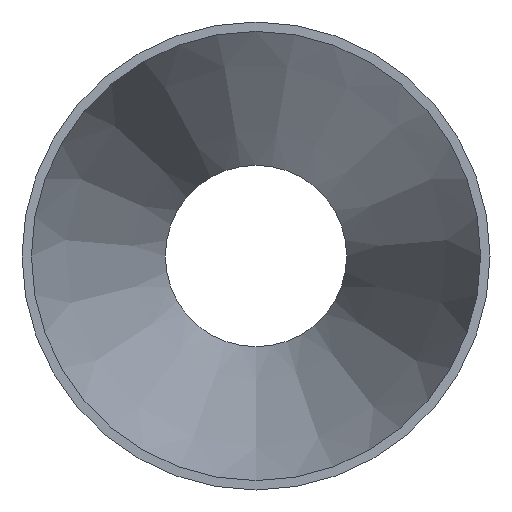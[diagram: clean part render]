
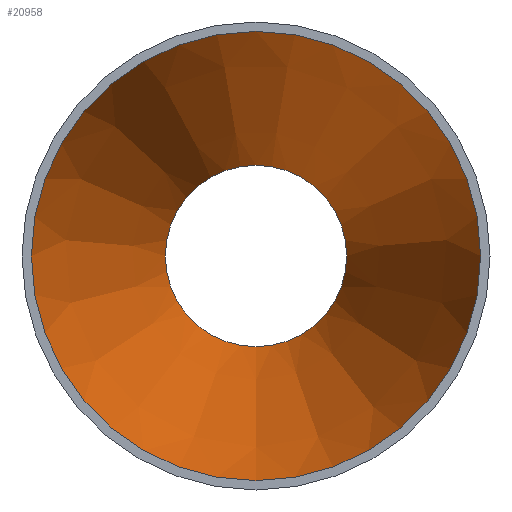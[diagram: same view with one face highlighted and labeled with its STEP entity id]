
A CAD part, front view. The second image highlights one B-rep face of the part: STEP entity #20958.
In plain terms, the highlighted conical face has half-angle 16.568 degrees and reference radius 49.913 mm.
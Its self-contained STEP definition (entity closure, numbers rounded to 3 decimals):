
#246 = AXIS2_PLACEMENT_3D ( 'NONE', #6267, #1051, #11236 ) ;
#836 = DIRECTION ( 'NONE',  ( 0., -1., 0. ) ) ;
#1051 = DIRECTION ( 'NONE',  ( 0., -1., 0. ) ) ;
#1293 = ORIENTED_EDGE ( 'NONE', *, *, #14750, .T. ) ;
#2280 = EDGE_CURVE ( 'NONE', #18340, #18340, #17206, .T. ) ;
#2990 = VERTEX_POINT ( 'NONE', #20055 ) ;
#6267 = CARTESIAN_POINT ( 'NONE',  ( 0., 0., 0. ) ) ;
#6467 = CARTESIAN_POINT ( 'NONE',  ( 0., 0., 0. ) ) ;
#6586 = DIRECTION ( 'NONE',  ( 0., -1., 0. ) ) ;
#7547 = EDGE_LOOP ( 'NONE', ( #18179 ) ) ;
#7901 = DIRECTION ( 'NONE',  ( 0., 0., -1. ) ) ;
#10153 = AXIS2_PLACEMENT_3D ( 'NONE', #18234, #836, #7901 ) ;
#10237 = CONICAL_SURFACE ( 'NONE', #246, 49.913, 0.289 ) ;
#11236 = DIRECTION ( 'NONE',  ( 0., 0., -1. ) ) ;
#12790 = AXIS2_PLACEMENT_3D ( 'NONE', #6467, #6586, #20819 ) ;
#14722 = FACE_BOUND ( 'NONE', #7547, .T. ) ;
#14750 = EDGE_CURVE ( 'NONE', #2990, #2990, #17966, .T. ) ;
#17206 = CIRCLE ( 'NONE', #10153, 20.163 ) ;
#17503 = EDGE_LOOP ( 'NONE', ( #1293 ) ) ;
#17966 = CIRCLE ( 'NONE', #12790, 49.913 ) ;
#18179 = ORIENTED_EDGE ( 'NONE', *, *, #2280, .F. ) ;
#18234 = CARTESIAN_POINT ( 'NONE',  ( 0., 100., 0. ) ) ;
#18340 = VERTEX_POINT ( 'NONE', #21668 ) ;
#20055 = CARTESIAN_POINT ( 'NONE',  ( 0., 0., -49.913 ) ) ;
#20165 = FACE_OUTER_BOUND ( 'NONE', #17503, .T. ) ;
#20819 = DIRECTION ( 'NONE',  ( 0., 0., -1. ) ) ;
#20958 = ADVANCED_FACE ( 'NONE', ( #14722, #20165 ), #10237, .F. ) ;
#21668 = CARTESIAN_POINT ( 'NONE',  ( 0., 100., -20.163 ) ) ;
